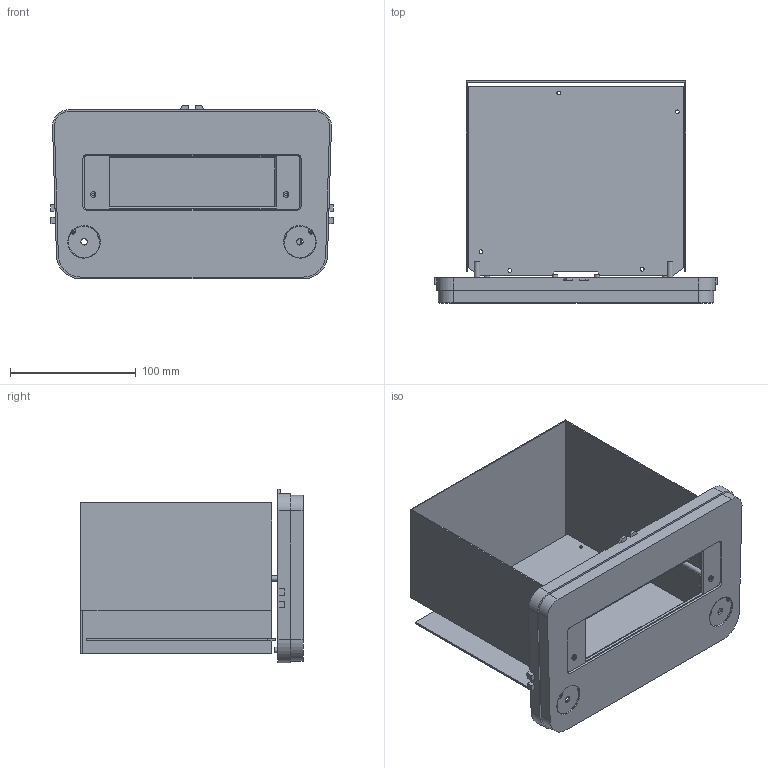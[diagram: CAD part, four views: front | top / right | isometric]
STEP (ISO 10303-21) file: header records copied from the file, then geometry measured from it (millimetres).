
FILE_DESCRIPTION(/* description */ (''),/* implementation_level */ '2;1');
FILE_NAME(/* name */ 'RCD300.step',/* time_stamp */ '2023-09-18T20:31:30+01:00',/* author */ (''),/* organization */ (''),/* preprocessor_version */ 'ST-DEVELOPER v20',/* originating_system */ 'Autodesk Translation Framework v12.9.0.99',/* authorisation */ '');
FILE_SCHEMA (('AUTOMOTIVE_DESIGN { 1 0 10303 214 3 1 1 }'));
Length unit declared in the file: millimetre
Products named in the file (10): Car radio; Front; PlasticCover; UserPCB; PCBholder; Chassis; MainBODY; Bottom; PCB; Top
Assembly tree (9 placements, depth 3):
  Car radio
    Front
      PlasticCover
      UserPCB
      PCBholder
      Chassis
    MainBODY
    Bottom
    PCB
    Top
Bounding box: 225.48 x 177 x 138.5 mm (x, y, z)
Volume: 179008.9 mm3; surface area: 238133.7 mm2
Topology: 3 solids, 3 shells, 233 faces, 490 edges, 326 vertices
Faces by surface type: plane 134, cylinder 87, torus 8, cone 4
Full cylindrical faces by diameter (mm): 2 x14, 3 x5, 4 x13, 4.5 x14, 5 x2, 6 x13
Entity records: 6756 total; most frequent: CARTESIAN_POINT 1223, DIRECTION 1170, ORIENTED_EDGE 980, EDGE_CURVE 490, AXIS2_PLACEMENT_3D 441, VERTEX_POINT 326, EDGE_LOOP 312, LINE 288
